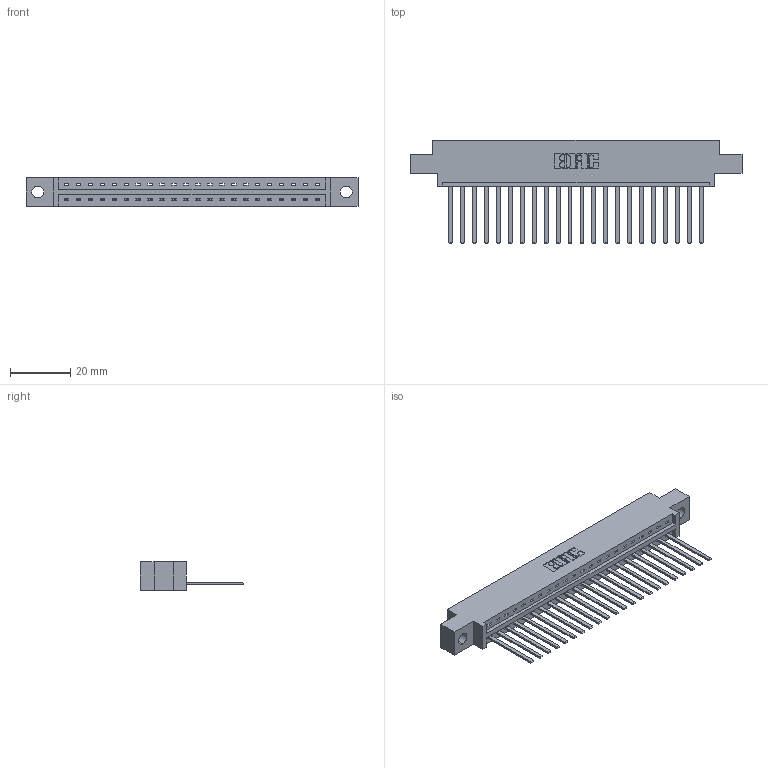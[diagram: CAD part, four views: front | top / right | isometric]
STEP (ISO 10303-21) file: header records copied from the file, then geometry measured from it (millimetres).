
FILE_DESCRIPTION (( 'STEP AP203' ), '1' );
FILE_NAME ('387-022-544-604.STEP', '2018-09-14T05:38:19', ( '' ), ( '' ), 'SwSTEP 2.0', 'SolidWorks 2016', '' );
FILE_SCHEMA (( 'CONFIG_CONTROL_DESIGN' ));
Length unit declared in the file: inch
Products named in the file (3): 337 Part_0.170 Offset - 0.156 Dia-TH; 345-292-001_345-293-144; 387-022-544-604
Assembly tree (23 placements, depth 2):
  387-022-544-604
    337 Part_0.170 Offset - 0.156 Dia-TH
    345-292-001_345-293-144  x22
Bounding box: 110.19 x 34.3 x 9.4 mm (x, y, z)
Volume: 11251 mm3; surface area: 12245.1 mm2
Topology: 23 solids, 23 shells, 1350 faces, 4063 edges, 2678 vertices
Faces by surface type: plane 998, cylinder 352
Entity records: 18891 total; most frequent: CARTESIAN_POINT 3296, ORIENTED_EDGE 3254, DIRECTION 2811, EDGE_CURVE 1627, VECTOR 1503, LINE 1503, VERTEX_POINT 1082, AXIS2_PLACEMENT_3D 654
